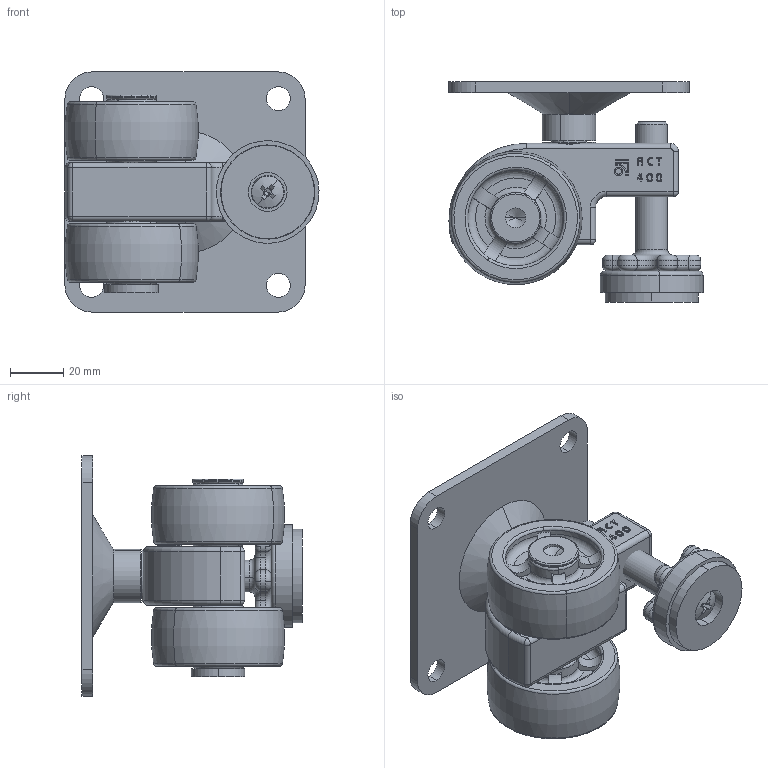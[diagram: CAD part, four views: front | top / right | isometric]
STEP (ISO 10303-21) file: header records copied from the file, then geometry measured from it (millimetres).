
FILE_DESCRIPTION (( 'STEP AP203' ), '1' );
FILE_NAME ('ACT-400F.STEP', '2015-09-09T02:01:11', ( 'WON SINCHUL' ), ( 'Hewlett-Packard Company' ), 'SwSTEP 2.0', 'SolidWorks 2015', '' );
FILE_SCHEMA (( 'CONFIG_CONTROL_DESIGN' ));
Length unit declared in the file: millimetre
Products named in the file (1): ACT-400F
Bounding box: 95.24 x 82.49 x 90 mm (x, y, z)
Volume: 178157.3 mm3; surface area: 67935.2 mm2
Topology: 12 solids, 12 shells, 571 faces, 1404 edges, 875 vertices
Faces by surface type: plane 223, cylinder 150, torus 140, bspline 30, cone 20, sphere 8
Entity records: 19829 total; most frequent: CARTESIAN_POINT 6383, DIRECTION 2836, ORIENTED_EDGE 2776, EDGE_CURVE 1388, AXIS2_PLACEMENT_3D 1136, VERTEX_POINT 875, EDGE_LOOP 635, CIRCLE 594
